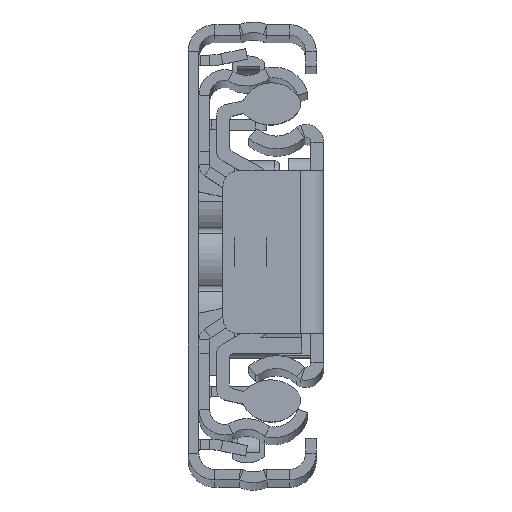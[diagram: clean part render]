
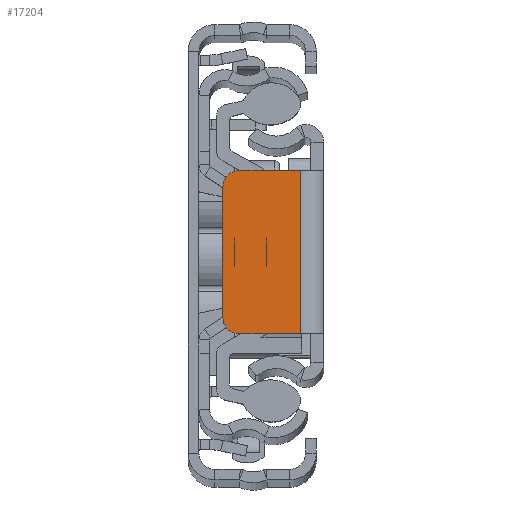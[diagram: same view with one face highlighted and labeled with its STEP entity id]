
A CAD part, top view. The second image highlights one B-rep face of the part: STEP entity #17204.
In plain terms, the highlighted planar face has unit normal (0, 0, 1).
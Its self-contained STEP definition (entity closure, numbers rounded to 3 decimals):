
#11 = VERTEX_POINT ( 'NONE', #7985 ) ;
#297 = CARTESIAN_POINT ( 'NONE',  ( 0., 7.65, 0. ) ) ;
#443 = VECTOR ( 'NONE', #9846, 1000. ) ;
#1497 = DIRECTION ( 'NONE',  ( 0., -1., 0. ) ) ;
#1540 = AXIS2_PLACEMENT_3D ( 'NONE', #10962, #19489, #17792 ) ;
#1578 = DIRECTION ( 'NONE',  ( 0., -1., 0. ) ) ;
#1663 = DIRECTION ( 'NONE',  ( -1., 0., 0. ) ) ;
#2478 = ORIENTED_EDGE ( 'NONE', *, *, #11828, .T. ) ;
#3280 = CARTESIAN_POINT ( 'NONE',  ( -9.45, -6.15, 0. ) ) ;
#4154 = FACE_OUTER_BOUND ( 'NONE', #16667, .T. ) ;
#4292 = CARTESIAN_POINT ( 'NONE',  ( -9.45, 6.15, 0. ) ) ;
#4644 = EDGE_CURVE ( 'NONE', #12408, #4726, #6774, .T. ) ;
#4726 = VERTEX_POINT ( 'NONE', #3280 ) ;
#4857 = CARTESIAN_POINT ( 'NONE',  ( -9.45, 0., 0. ) ) ;
#4888 = AXIS2_PLACEMENT_3D ( 'NONE', #5947, #19655, #8070 ) ;
#5042 = DIRECTION ( 'NONE',  ( 0., 0., 1. ) ) ;
#5251 = EDGE_CURVE ( 'NONE', #14836, #16290, #6256, .T. ) ;
#5393 = VERTEX_POINT ( 'NONE', #15458 ) ;
#5512 = CIRCLE ( 'NONE', #18053, 1.5 ) ;
#5575 = EDGE_CURVE ( 'NONE', #4726, #14836, #8709, .T. ) ;
#5947 = CARTESIAN_POINT ( 'NONE',  ( 0., 0., 0. ) ) ;
#6256 = LINE ( 'NONE', #13341, #443 ) ;
#6774 = LINE ( 'NONE', #4857, #20154 ) ;
#7194 = VECTOR ( 'NONE', #1578, 1000. ) ;
#7322 = ORIENTED_EDGE ( 'NONE', *, *, #4644, .T. ) ;
#7985 = CARTESIAN_POINT ( 'NONE',  ( -7.95, 7.65, 0. ) ) ;
#8070 = DIRECTION ( 'NONE',  ( -1., 0., 0. ) ) ;
#8709 = CIRCLE ( 'NONE', #1540, 1.5 ) ;
#9846 = DIRECTION ( 'NONE',  ( 1., 0., 0. ) ) ;
#10342 = ORIENTED_EDGE ( 'NONE', *, *, #5575, .T. ) ;
#10432 = CARTESIAN_POINT ( 'NONE',  ( -2.2, -7.65, 0. ) ) ;
#10962 = CARTESIAN_POINT ( 'NONE',  ( -7.95, -6.15, 0. ) ) ;
#11017 = PLANE ( 'NONE',  #4888 ) ;
#11828 = EDGE_CURVE ( 'NONE', #5393, #11, #17473, .T. ) ;
#12408 = VERTEX_POINT ( 'NONE', #4292 ) ;
#12462 = EDGE_CURVE ( 'NONE', #5393, #16290, #21573, .T. ) ;
#12568 = ORIENTED_EDGE ( 'NONE', *, *, #5251, .T. ) ;
#13341 = CARTESIAN_POINT ( 'NONE',  ( 0., -7.65, 0. ) ) ;
#13378 = CARTESIAN_POINT ( 'NONE',  ( -7.95, 6.15, 0. ) ) ;
#14836 = VERTEX_POINT ( 'NONE', #20152 ) ;
#15458 = CARTESIAN_POINT ( 'NONE',  ( -2.2, 7.65, 0. ) ) ;
#15794 = DIRECTION ( 'NONE',  ( -1., 0., 0. ) ) ;
#16290 = VERTEX_POINT ( 'NONE', #10432 ) ;
#16667 = EDGE_LOOP ( 'NONE', ( #7322, #10342, #12568, #20265, #2478, #16673 ) ) ;
#16673 = ORIENTED_EDGE ( 'NONE', *, *, #18504, .T. ) ;
#17204 = ADVANCED_FACE ( 'NONE', ( #4154 ), #11017, .F. ) ;
#17473 = LINE ( 'NONE', #297, #19745 ) ;
#17792 = DIRECTION ( 'NONE',  ( -1., 0., 0. ) ) ;
#18053 = AXIS2_PLACEMENT_3D ( 'NONE', #13378, #5042, #1663 ) ;
#18504 = EDGE_CURVE ( 'NONE', #11, #12408, #5512, .T. ) ;
#18654 = CARTESIAN_POINT ( 'NONE',  ( -2.2, -7.65, 0. ) ) ;
#19489 = DIRECTION ( 'NONE',  ( 0., 0., 1. ) ) ;
#19655 = DIRECTION ( 'NONE',  ( 0., 0., -1. ) ) ;
#19745 = VECTOR ( 'NONE', #15794, 1000. ) ;
#20152 = CARTESIAN_POINT ( 'NONE',  ( -7.95, -7.65, 0. ) ) ;
#20154 = VECTOR ( 'NONE', #1497, 1000. ) ;
#20265 = ORIENTED_EDGE ( 'NONE', *, *, #12462, .F. ) ;
#21573 = LINE ( 'NONE', #18654, #7194 ) ;
